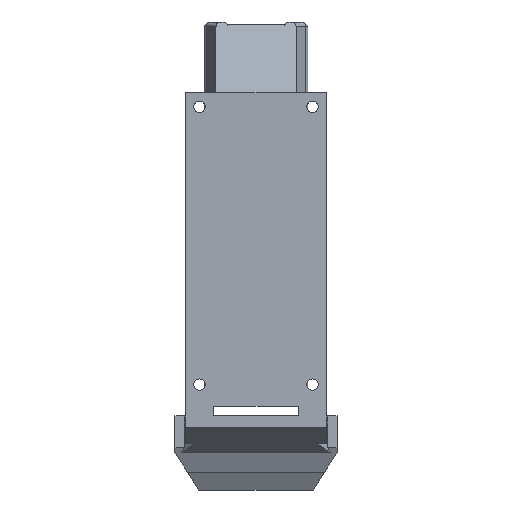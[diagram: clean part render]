
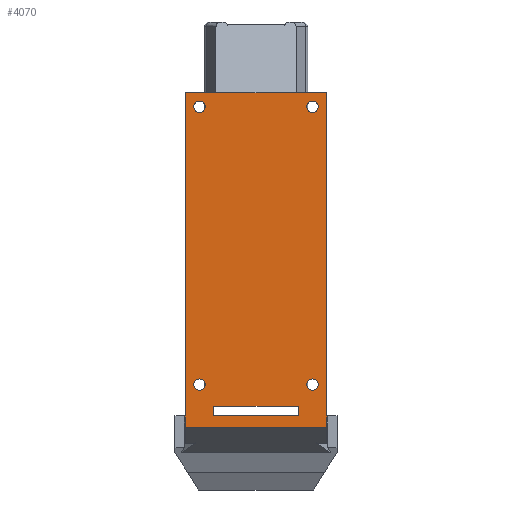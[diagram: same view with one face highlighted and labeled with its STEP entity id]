
A CAD part, front view. The second image highlights one B-rep face of the part: STEP entity #4070.
In plain terms, the highlighted planar face has unit normal (0, -1, 0).
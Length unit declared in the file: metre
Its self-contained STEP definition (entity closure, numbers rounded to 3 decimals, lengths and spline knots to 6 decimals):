
#204=CIRCLE('',#4377,0.0012);
#205=CIRCLE('',#4378,0.0012);
#206=CIRCLE('',#4379,0.0012);
#207=CIRCLE('',#4380,0.0012);
#555=ORIENTED_EDGE('',*,*,#1802,.F.);
#556=ORIENTED_EDGE('',*,*,#1803,.T.);
#557=ORIENTED_EDGE('',*,*,#1804,.T.);
#558=ORIENTED_EDGE('',*,*,#1609,.F.);
#559=ORIENTED_EDGE('',*,*,#1805,.F.);
#560=ORIENTED_EDGE('',*,*,#1806,.F.);
#561=ORIENTED_EDGE('',*,*,#1807,.F.);
#562=ORIENTED_EDGE('',*,*,#1808,.F.);
#563=ORIENTED_EDGE('',*,*,#1809,.F.);
#564=ORIENTED_EDGE('',*,*,#1810,.F.);
#565=ORIENTED_EDGE('',*,*,#1811,.T.);
#566=ORIENTED_EDGE('',*,*,#1812,.T.);
#567=ORIENTED_EDGE('',*,*,#1813,.F.);
#568=ORIENTED_EDGE('',*,*,#1814,.F.);
#1609=EDGE_CURVE('',#2236,#2237,#2648,.T.);
#1802=EDGE_CURVE('',#2424,#2425,#2719,.T.);
#1803=EDGE_CURVE('',#2424,#2426,#2720,.T.);
#1804=EDGE_CURVE('',#2426,#2237,#2721,.T.);
#1805=EDGE_CURVE('',#2427,#2236,#2722,.T.);
#1806=EDGE_CURVE('',#2425,#2427,#2723,.T.);
#1807=EDGE_CURVE('',#2428,#2428,#204,.T.);
#1808=EDGE_CURVE('',#2429,#2429,#205,.T.);
#1809=EDGE_CURVE('',#2430,#2430,#206,.T.);
#1810=EDGE_CURVE('',#2431,#2431,#207,.T.);
#1811=EDGE_CURVE('',#2432,#2433,#2724,.T.);
#1812=EDGE_CURVE('',#2433,#2434,#2725,.T.);
#1813=EDGE_CURVE('',#2435,#2434,#2726,.T.);
#1814=EDGE_CURVE('',#2432,#2435,#2727,.T.);
#2236=VERTEX_POINT('',#5732);
#2237=VERTEX_POINT('',#5734);
#2424=VERTEX_POINT('',#7732);
#2425=VERTEX_POINT('',#7733);
#2426=VERTEX_POINT('',#7735);
#2427=VERTEX_POINT('',#7738);
#2428=VERTEX_POINT('',#7741);
#2429=VERTEX_POINT('',#7743);
#2430=VERTEX_POINT('',#7745);
#2431=VERTEX_POINT('',#7747);
#2432=VERTEX_POINT('',#7749);
#2433=VERTEX_POINT('',#7750);
#2434=VERTEX_POINT('',#7752);
#2435=VERTEX_POINT('',#7754);
#2648=LINE('',#5733,#3050);
#2719=LINE('',#7731,#3121);
#2720=LINE('',#7734,#3122);
#2721=LINE('',#7736,#3123);
#2722=LINE('',#7737,#3124);
#2723=LINE('',#7739,#3125);
#2724=LINE('',#7748,#3126);
#2725=LINE('',#7751,#3127);
#2726=LINE('',#7753,#3128);
#2727=LINE('',#7755,#3129);
#3050=VECTOR('',#4649,1.);
#3121=VECTOR('',#4872,1.);
#3122=VECTOR('',#4873,1.);
#3123=VECTOR('',#4874,1.);
#3124=VECTOR('',#4875,1.);
#3125=VECTOR('',#4876,1.);
#3126=VECTOR('',#4885,1.);
#3127=VECTOR('',#4886,1.);
#3128=VECTOR('',#4887,1.);
#3129=VECTOR('',#4888,1.);
#3453=EDGE_LOOP('',(#555,#556,#557,#558,#559,#560));
#3454=EDGE_LOOP('',(#561));
#3455=EDGE_LOOP('',(#562));
#3456=EDGE_LOOP('',(#563));
#3457=EDGE_LOOP('',(#564));
#3458=EDGE_LOOP('',(#565,#566,#567,#568));
#3706=FACE_BOUND('',#3453,.T.);
#3707=FACE_BOUND('',#3454,.T.);
#3708=FACE_BOUND('',#3455,.T.);
#3709=FACE_BOUND('',#3456,.T.);
#3710=FACE_BOUND('',#3457,.T.);
#3711=FACE_BOUND('',#3458,.T.);
#3959=PLANE('',#4376);
#4070=ADVANCED_FACE('',(#3706,#3707,#3708,#3709,#3710,#3711),#3959,.T.);
#4376=AXIS2_PLACEMENT_3D('',#7730,#4870,#4871);
#4377=AXIS2_PLACEMENT_3D('',#7740,#4877,#4878);
#4378=AXIS2_PLACEMENT_3D('',#7742,#4879,#4880);
#4379=AXIS2_PLACEMENT_3D('',#7744,#4881,#4882);
#4380=AXIS2_PLACEMENT_3D('',#7746,#4883,#4884);
#4649=DIRECTION('',(1.,0.,0.));
#4870=DIRECTION('',(0.,-1.,0.));
#4871=DIRECTION('',(1.,0.,0.));
#4872=DIRECTION('',(0.,0.,1.));
#4873=DIRECTION('',(1.,0.,0.));
#4874=DIRECTION('',(0.,0.,1.));
#4875=DIRECTION('',(1.,0.,0.));
#4876=DIRECTION('',(1.,0.,0.));
#4877=DIRECTION('',(0.,-1.,0.));
#4878=DIRECTION('',(0.,0.,-1.));
#4879=DIRECTION('',(0.,-1.,0.));
#4880=DIRECTION('',(0.,0.,-1.));
#4881=DIRECTION('',(0.,-1.,0.));
#4882=DIRECTION('',(0.,0.,-1.));
#4883=DIRECTION('',(0.,-1.,0.));
#4884=DIRECTION('',(0.,0.,-1.));
#4885=DIRECTION('',(1.,0.,0.));
#4886=DIRECTION('',(0.,0.,-1.));
#4887=DIRECTION('',(1.,0.,0.));
#4888=DIRECTION('',(0.,0.,-1.));
#5732=CARTESIAN_POINT('',(0.0235,-0.005,0.065));
#5733=CARTESIAN_POINT('',(0.000634,-0.005,0.065));
#5734=CARTESIAN_POINT('',(0.03,-0.005,0.065));
#7730=CARTESIAN_POINT('',(0.015,-0.005,0.04));
#7731=CARTESIAN_POINT('',(0.,-0.005,0.001098));
#7732=CARTESIAN_POINT('',(0.,-0.005,-0.006));
#7733=CARTESIAN_POINT('',(0.,-0.005,0.065));
#7734=CARTESIAN_POINT('',(0.000634,-0.005,-0.006));
#7735=CARTESIAN_POINT('',(0.03,-0.005,-0.006));
#7736=CARTESIAN_POINT('',(0.03,-0.005,0.001098));
#7737=CARTESIAN_POINT('',(0.000634,-0.005,0.065));
#7738=CARTESIAN_POINT('',(0.0065,-0.005,0.065));
#7739=CARTESIAN_POINT('',(0.000634,-0.005,0.065));
#7740=CARTESIAN_POINT('',(0.003,-0.005,0.062));
#7741=CARTESIAN_POINT('',(0.003,-0.005,0.0608));
#7742=CARTESIAN_POINT('',(0.003,-0.005,0.003));
#7743=CARTESIAN_POINT('',(0.003,-0.005,0.0018));
#7744=CARTESIAN_POINT('',(0.027,-0.005,0.003));
#7745=CARTESIAN_POINT('',(0.027,-0.005,0.0018));
#7746=CARTESIAN_POINT('',(0.027,-0.005,0.062));
#7747=CARTESIAN_POINT('',(0.027,-0.005,0.0608));
#7748=CARTESIAN_POINT('',(0.015,-0.005,-0.001625));
#7749=CARTESIAN_POINT('',(0.006,-0.005,-0.001625));
#7750=CARTESIAN_POINT('',(0.024,-0.005,-0.001625));
#7751=CARTESIAN_POINT('',(0.024,-0.005,0.04));
#7752=CARTESIAN_POINT('',(0.024,-0.005,-0.003625));
#7753=CARTESIAN_POINT('',(0.015,-0.005,-0.003625));
#7754=CARTESIAN_POINT('',(0.006,-0.005,-0.003625));
#7755=CARTESIAN_POINT('',(0.006,-0.005,0.04));
